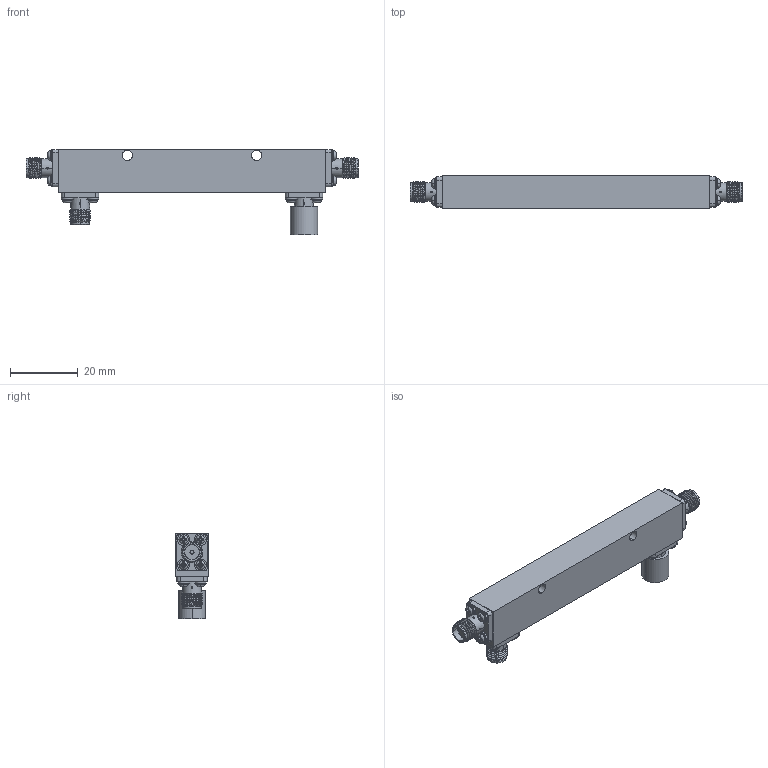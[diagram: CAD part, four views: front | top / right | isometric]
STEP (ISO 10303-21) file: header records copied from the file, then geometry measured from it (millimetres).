
FILE_DESCRIPTION (( 'STEP AP214' ), '1' );
FILE_NAME ('FMCP1137-20_3D.step', '2023-04-06T16:41:08', ( '' ), ( '' ), 'SwSTEP 2.0', 'SolidWorks 2022', '' );
FILE_SCHEMA (( 'AUTOMOTIVE_DESIGN' ));
Length unit declared in the file: millimetre
Products named in the file (5): Copy of PE4533^FMCP1137-20; COUPLER ENCLOSURE^FMCP1137-20; Copy of SCR,M2x4,RndHdSlot^FMCP1137-20; FMCP1137-20_3D; Copy of CAP,TERMINATION,SMA^FMCP1137-20
Assembly tree (22 placements, depth 2):
  FMCP1137-20_3D
    COUPLER ENCLOSURE^FMCP1137-20
    Copy of PE4533^FMCP1137-20  x4
    Copy of SCR,M2x4,RndHdSlot^FMCP1137-20  x16
    Copy of CAP,TERMINATION,SMA^FMCP1137-20
Bounding box: 97.85 x 9.7 x 25.23 mm (x, y, z)
Volume: 11476 mm3; surface area: 7480.6 mm2
Topology: 22 solids, 22 shells, 869 faces, 2140 edges, 1380 vertices
Faces by surface type: plane 393, cylinder 336, cone 88, torus 40, bspline 12
Entity records: 6339 total; most frequent: CARTESIAN_POINT 2132, DIRECTION 851, ORIENTED_EDGE 776, EDGE_CURVE 388, AXIS2_PLACEMENT_3D 339, VERTEX_POINT 237, EDGE_LOOP 193, LINE 173
